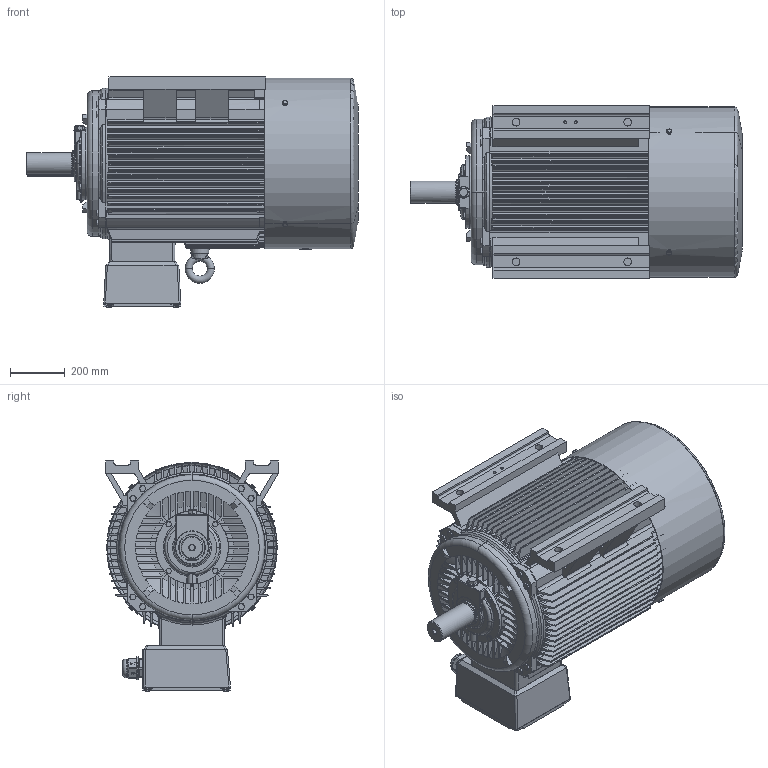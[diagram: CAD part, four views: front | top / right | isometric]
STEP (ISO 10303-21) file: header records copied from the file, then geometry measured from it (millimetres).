
FILE_DESCRIPTION(/* description */ (''),/* implementation_level */ '2;1');
FILE_NAME(/* name */ 'JM1-315S-4.6.8-B3.stp',/* time_stamp */ '2016-11-29T09:58:39+08:00',/* author */ (''),/* organization */ (''),/* preprocessor_version */ 'ST-DEVELOPER v16',/* originating_system */ 'SIEMENS PLM Software NX 10.0',/* authorisation */ '');
FILE_SCHEMA (('CONFIG_CONTROL_DESIGN'));
Products named in the file (1): JM2-315S-4.6.8-B3
Bounding box: 1208.04 x 628 x 837 mm (x, y, z)
Volume: 63752663.6 mm3; surface area: 11112785.3 mm2
Topology: 48 solids, 48 shells, 5601 faces, 15489 edges, 10103 vertices
Faces by surface type: plane 3378, cylinder 1302, cone 641, torus 211, bspline 57, sphere 12
Full cylindrical faces by diameter (mm): 2 x2, 10 x4, 20 x1, 28 x2, 43.312 x2, 51.188 x4, 61.031 x12, 63 x4, 64.969 x12, 67.922 x2, 80 x1, 83.672 x2, 94 x1, 95 x4, 108 x1, 110 x1, 120 x3, 265 x1, 620 x1
Entity records: 192936 total; most frequent: CARTESIAN_POINT 50966, ORIENTED_EDGE 30578, DIRECTION 26941, EDGE_CURVE 15289, LINE 10021, VECTOR 10021, VERTEX_POINT 10018, AXIS2_PLACEMENT_3D 8460
